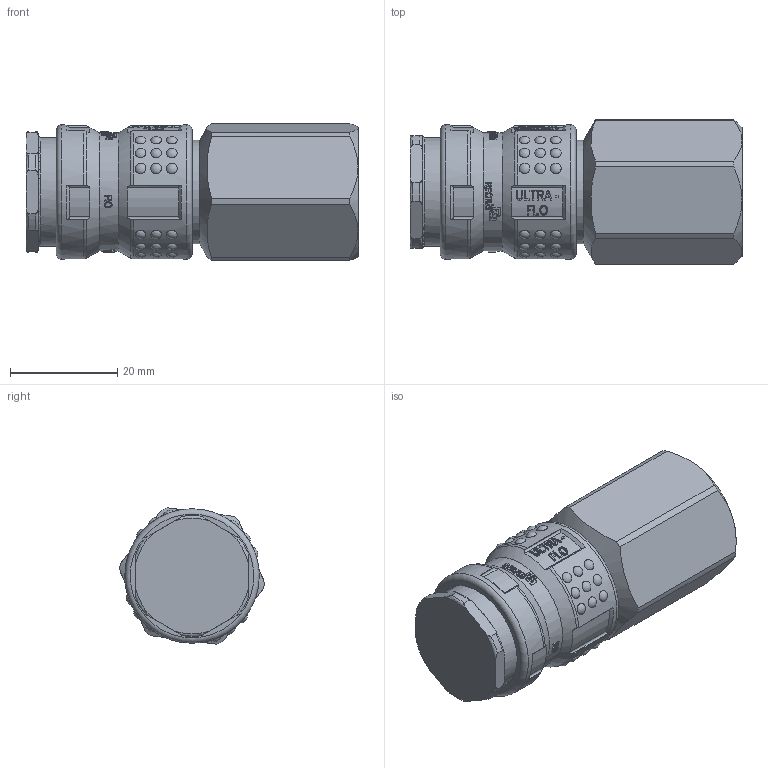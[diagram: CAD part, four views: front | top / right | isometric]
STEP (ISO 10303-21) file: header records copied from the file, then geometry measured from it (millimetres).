
FILE_DESCRIPTION((''),'2;1');
FILE_NAME('1625kaiw21spn.stp','2013-01-09T07:24:46',('AS035480'),(''),'Autodesk Inventor 2011','Autodesk Inventor 2011','');
FILE_SCHEMA(('AUTOMOTIVE_DESIGN { 1 0 10303 214 1 1 1 1 }'));
Length unit declared in the file: millimetre
Products named in the file (1): D105569
Bounding box: 61.79 x 26.95 x 25.41 mm (x, y, z)
Volume: 23020.3 mm3; surface area: 10455.9 mm2
Topology: 2 solids, 10 shells, 944 faces, 2403 edges, 1603 vertices
Faces by surface type: plane 351, bspline 338, cylinder 148, cone 37, sphere 36, torus 34
Full cylindrical faces by diameter (mm): 17 x1, 17.2 x1, 17.6 x1, 17.9 x1, 18.631 x1, 19.3 x1, 19.6 x1, 20.3 x1, 20.7 x1, 22 x1, 25 x2
Entity records: 105852 total; most frequent: CARTESIAN_POINT 85124, ORIENTED_EDGE 4712, DIRECTION 2810, EDGE_CURVE 2356, VERTEX_POINT 1589, EDGE_LOOP 1103, B_SPLINE_CURVE_WITH_KNOTS 1085, AXIS2_PLACEMENT_3D 950
